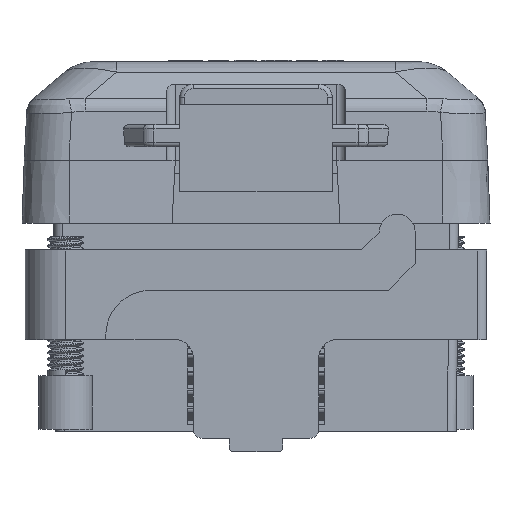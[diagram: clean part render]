
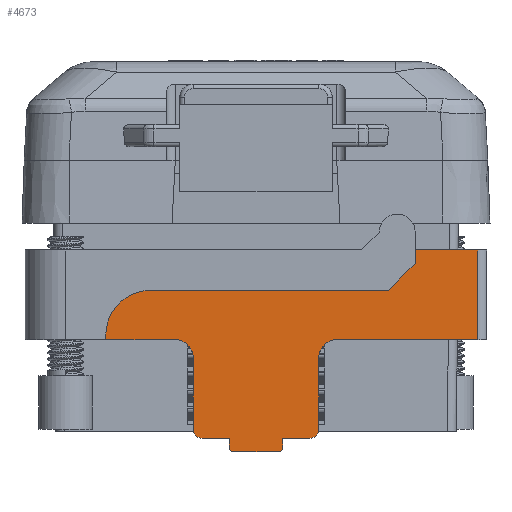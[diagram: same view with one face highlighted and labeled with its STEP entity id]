
A CAD part, front view. The second image highlights one B-rep face of the part: STEP entity #4673.
In plain terms, the highlighted planar face has unit normal (0, -1, 0).
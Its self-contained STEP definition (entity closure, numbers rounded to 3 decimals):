
#3079=FACE_OUTER_BOUND('',#7306,.T.);
#3570=CIRCLE('',#23896,2.);
#3591=CIRCLE('',#23931,5.);
#3592=CIRCLE('',#23932,2.);
#3593=CIRCLE('',#23933,1.);
#3594=CIRCLE('',#23934,0.5);
#3595=CIRCLE('',#23935,0.5);
#3596=CIRCLE('',#23936,1.);
#4673=ADVANCED_FACE('',(#3079),#5430,.T.);
#5430=PLANE('',#23937);
#7306=EDGE_LOOP('',(#12897,#12898,#12899,#12900,#12901,#12902,#12903,#12904,
#12905,#12906,#12907,#12908,#12909,#12910,#12911,#12912,#12913,#12914,#12915,
#12916,#12917));
#12897=ORIENTED_EDGE('',*,*,#18122,.F.);
#12898=ORIENTED_EDGE('',*,*,#18043,.T.);
#12899=ORIENTED_EDGE('',*,*,#18109,.T.);
#12900=ORIENTED_EDGE('',*,*,#18123,.T.);
#12901=ORIENTED_EDGE('',*,*,#18084,.F.);
#12902=ORIENTED_EDGE('',*,*,#18124,.T.);
#12903=ORIENTED_EDGE('',*,*,#18125,.F.);
#12904=ORIENTED_EDGE('',*,*,#18126,.T.);
#12905=ORIENTED_EDGE('',*,*,#18127,.T.);
#12906=ORIENTED_EDGE('',*,*,#18128,.T.);
#12907=ORIENTED_EDGE('',*,*,#18129,.T.);
#12908=ORIENTED_EDGE('',*,*,#18076,.T.);
#12909=ORIENTED_EDGE('',*,*,#18130,.T.);
#12910=ORIENTED_EDGE('',*,*,#18131,.F.);
#12911=ORIENTED_EDGE('',*,*,#18132,.F.);
#12912=ORIENTED_EDGE('',*,*,#18133,.T.);
#12913=ORIENTED_EDGE('',*,*,#18134,.T.);
#12914=ORIENTED_EDGE('',*,*,#18135,.T.);
#12915=ORIENTED_EDGE('',*,*,#18136,.T.);
#12916=ORIENTED_EDGE('',*,*,#18137,.F.);
#12917=ORIENTED_EDGE('',*,*,#18138,.T.);
#15145=VERTEX_POINT('',#53776);
#15146=VERTEX_POINT('',#53778);
#15161=VERTEX_POINT('',#53818);
#15174=VERTEX_POINT('',#53843);
#15182=VERTEX_POINT('',#53864);
#15183=VERTEX_POINT('',#53865);
#15205=VERTEX_POINT('',#53914);
#15214=VERTEX_POINT('',#53938);
#15215=VERTEX_POINT('',#53941);
#15216=VERTEX_POINT('',#53943);
#15217=VERTEX_POINT('',#53945);
#15218=VERTEX_POINT('',#53947);
#15219=VERTEX_POINT('',#53949);
#15220=VERTEX_POINT('',#53952);
#15221=VERTEX_POINT('',#53954);
#15222=VERTEX_POINT('',#53956);
#15223=VERTEX_POINT('',#53958);
#15224=VERTEX_POINT('',#53960);
#15225=VERTEX_POINT('',#53962);
#15226=VERTEX_POINT('',#53964);
#15227=VERTEX_POINT('',#53966);
#18043=EDGE_CURVE('',#15146,#15145,#3570,.T.);
#18076=EDGE_CURVE('',#15161,#15174,#20178,.T.);
#18084=EDGE_CURVE('',#15182,#15183,#20182,.T.);
#18109=EDGE_CURVE('',#15145,#15205,#20200,.T.);
#18122=EDGE_CURVE('',#15146,#15214,#20208,.T.);
#18123=EDGE_CURVE('',#15205,#15183,#20209,.T.);
#18124=EDGE_CURVE('',#15182,#15215,#20210,.T.);
#18125=EDGE_CURVE('',#15216,#15215,#20211,.T.);
#18126=EDGE_CURVE('',#15216,#15217,#3591,.T.);
#18127=EDGE_CURVE('',#15217,#15218,#20212,.T.);
#18128=EDGE_CURVE('',#15218,#15219,#20213,.T.);
#18129=EDGE_CURVE('',#15219,#15161,#3592,.T.);
#18130=EDGE_CURVE('',#15174,#15220,#3593,.T.);
#18131=EDGE_CURVE('',#15221,#15220,#20214,.T.);
#18132=EDGE_CURVE('',#15222,#15221,#20215,.T.);
#18133=EDGE_CURVE('',#15222,#15223,#3594,.T.);
#18134=EDGE_CURVE('',#15223,#15224,#20216,.T.);
#18135=EDGE_CURVE('',#15224,#15225,#3595,.T.);
#18136=EDGE_CURVE('',#15225,#15226,#20217,.T.);
#18137=EDGE_CURVE('',#15227,#15226,#20218,.T.);
#18138=EDGE_CURVE('',#15227,#15214,#3596,.T.);
#20178=LINE('',#53844,#22263);
#20182=LINE('',#53863,#22267);
#20200=LINE('',#53913,#22285);
#20208=LINE('',#53937,#22293);
#20209=LINE('',#53939,#22294);
#20210=LINE('',#53940,#22295);
#20211=LINE('',#53942,#22296);
#20212=LINE('',#53946,#22297);
#20213=LINE('',#53948,#22298);
#20214=LINE('',#53953,#22299);
#20215=LINE('',#53955,#22300);
#20216=LINE('',#53959,#22301);
#20217=LINE('',#53963,#22302);
#20218=LINE('',#53965,#22303);
#22263=VECTOR('',#28895,1.);
#22267=VECTOR('',#28915,1.);
#22285=VECTOR('',#28951,1.);
#22293=VECTOR('',#28973,1.);
#22294=VECTOR('',#28974,1.);
#22295=VECTOR('',#28975,1.);
#22296=VECTOR('',#28976,1.);
#22297=VECTOR('',#28979,1.);
#22298=VECTOR('',#28980,1.);
#22299=VECTOR('',#28985,1.);
#22300=VECTOR('',#28986,1.);
#22301=VECTOR('',#28989,1.);
#22302=VECTOR('',#28992,1.);
#22303=VECTOR('',#28993,1.);
#23896=AXIS2_PLACEMENT_3D('',#53777,#28846,#28847);
#23931=AXIS2_PLACEMENT_3D('',#53944,#28977,#28978);
#23932=AXIS2_PLACEMENT_3D('',#53950,#28981,#28982);
#23933=AXIS2_PLACEMENT_3D('',#53951,#28983,#28984);
#23934=AXIS2_PLACEMENT_3D('',#53957,#28987,#28988);
#23935=AXIS2_PLACEMENT_3D('',#53961,#28990,#28991);
#23936=AXIS2_PLACEMENT_3D('',#53967,#28994,#28995);
#23937=AXIS2_PLACEMENT_3D('',#53968,#28996,#28997);
#28846=DIRECTION('',(0.,1.,0.));
#28847=DIRECTION('',(0.,0.,1.));
#28895=DIRECTION('',(0.,0.,-1.));
#28915=DIRECTION('',(1.,0.,0.));
#28951=DIRECTION('',(1.,0.,0.));
#28973=DIRECTION('',(0.,0.,-1.));
#28974=DIRECTION('',(0.,0.,1.));
#28975=DIRECTION('',(-0.5,0.,-0.866));
#28976=DIRECTION('',(1.,0.,0.));
#28977=DIRECTION('',(0.,-1.,0.));
#28978=DIRECTION('',(0.,0.,-1.));
#28979=DIRECTION('',(0.,0.,-1.));
#28980=DIRECTION('',(1.,0.,0.));
#28981=DIRECTION('',(0.,1.,0.));
#28982=DIRECTION('',(0.,0.,1.));
#28983=DIRECTION('',(0.,-1.,0.));
#28984=DIRECTION('',(0.,0.,-1.));
#28985=DIRECTION('',(-1.,0.,0.));
#28986=DIRECTION('',(0.,0.,1.));
#28987=DIRECTION('',(0.,-1.,0.));
#28988=DIRECTION('',(0.,0.,1.));
#28989=DIRECTION('',(1.,0.,0.));
#28990=DIRECTION('',(0.,-1.,0.));
#28991=DIRECTION('',(0.,0.,1.));
#28992=DIRECTION('',(0.,0.,1.));
#28993=DIRECTION('',(-1.,0.,0.));
#28994=DIRECTION('',(0.,-1.,0.));
#28995=DIRECTION('',(0.,0.,-1.));
#28996=DIRECTION('',(0.,-1.,0.));
#28997=DIRECTION('',(0.,0.,-1.));
#53776=CARTESIAN_POINT('',(-316.04,-365.07,0.));
#53777=CARTESIAN_POINT('',(-316.04,-365.07,-2.));
#53778=CARTESIAN_POINT('',(-318.04,-365.07,-2.));
#53818=CARTESIAN_POINT('',(-332.04,-365.07,-2.));
#53843=CARTESIAN_POINT('',(-332.04,-365.07,-10.));
#53844=CARTESIAN_POINT('',(-332.04,-365.07,6.5));
#53863=CARTESIAN_POINT('',(-325.04,-365.07,10.));
#53864=CARTESIAN_POINT('',(-308.444,-365.07,10.));
#53865=CARTESIAN_POINT('',(-300.29,-365.07,10.));
#53913=CARTESIAN_POINT('',(-325.04,-365.07,0.));
#53914=CARTESIAN_POINT('',(-300.29,-365.07,0.));
#53937=CARTESIAN_POINT('',(-318.04,-365.07,6.5));
#53938=CARTESIAN_POINT('',(-318.04,-365.07,-10.));
#53939=CARTESIAN_POINT('',(-300.29,-365.07,10.));
#53940=CARTESIAN_POINT('',(-314.109,-365.07,0.189));
#53941=CARTESIAN_POINT('',(-311.042,-365.07,5.5));
#53942=CARTESIAN_POINT('',(-325.04,-365.07,5.5));
#53943=CARTESIAN_POINT('',(-336.79,-365.07,5.5));
#53944=CARTESIAN_POINT('',(-336.79,-365.07,0.5));
#53945=CARTESIAN_POINT('',(-341.79,-365.07,0.5));
#53946=CARTESIAN_POINT('',(-341.79,-365.07,6.5));
#53947=CARTESIAN_POINT('',(-341.79,-365.07,0.));
#53948=CARTESIAN_POINT('',(-325.04,-365.07,0.));
#53949=CARTESIAN_POINT('',(-334.04,-365.07,0.));
#53950=CARTESIAN_POINT('',(-334.04,-365.07,-2.));
#53951=CARTESIAN_POINT('',(-331.04,-365.07,-10.));
#53952=CARTESIAN_POINT('',(-331.04,-365.07,-11.));
#53953=CARTESIAN_POINT('',(-300.,-365.07,-11.));
#53954=CARTESIAN_POINT('',(-328.04,-365.07,-11.));
#53955=CARTESIAN_POINT('',(-328.04,-365.07,-12.));
#53956=CARTESIAN_POINT('',(-328.04,-365.07,-12.));
#53957=CARTESIAN_POINT('',(-327.54,-365.07,-12.));
#53958=CARTESIAN_POINT('',(-327.54,-365.07,-12.5));
#53959=CARTESIAN_POINT('',(-325.04,-365.07,-12.5));
#53960=CARTESIAN_POINT('',(-322.54,-365.07,-12.5));
#53961=CARTESIAN_POINT('',(-322.54,-365.07,-12.));
#53962=CARTESIAN_POINT('',(-322.04,-365.07,-12.));
#53963=CARTESIAN_POINT('',(-322.04,-365.07,6.5));
#53964=CARTESIAN_POINT('',(-322.04,-365.07,-11.));
#53965=CARTESIAN_POINT('',(-300.,-365.07,-11.));
#53966=CARTESIAN_POINT('',(-319.04,-365.07,-11.));
#53967=CARTESIAN_POINT('',(-319.04,-365.07,-10.));
#53968=CARTESIAN_POINT('',(-325.04,-365.07,6.5));
